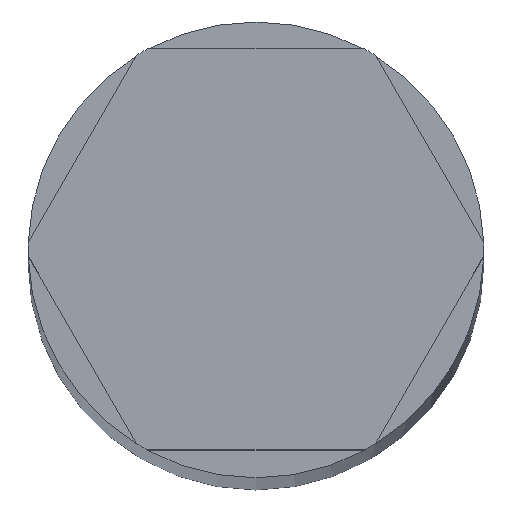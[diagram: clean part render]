
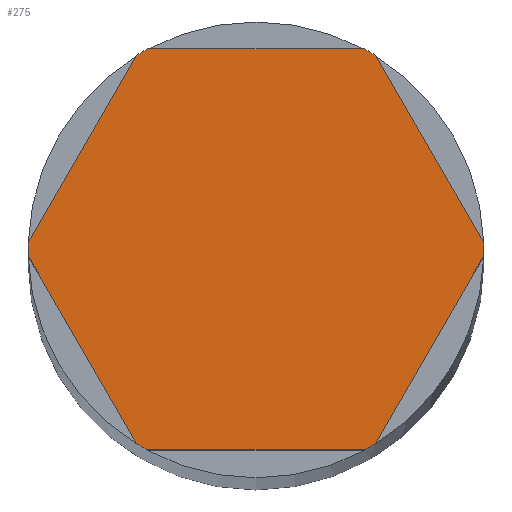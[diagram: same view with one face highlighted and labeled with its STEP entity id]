
A CAD part, top view. The second image highlights one B-rep face of the part: STEP entity #275.
In plain terms, the highlighted planar face has unit normal (0, 0, 1).
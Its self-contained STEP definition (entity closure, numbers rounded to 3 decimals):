
#56=FACE_OUTER_BOUND('',#426,.T.);
#146=LINE('',#1446,#224);
#147=LINE('',#1447,#225);
#148=LINE('',#1448,#226);
#149=LINE('',#1449,#227);
#150=LINE('',#1450,#228);
#151=LINE('',#1451,#229);
#224=VECTOR('',#1190,1.);
#225=VECTOR('',#1191,1.);
#226=VECTOR('',#1192,1.);
#227=VECTOR('',#1193,1.);
#228=VECTOR('',#1194,1.);
#229=VECTOR('',#1195,1.);
#275=ADVANCED_FACE('',(#56),#316,.T.);
#316=PLANE('',#967);
#426=EDGE_LOOP('',(#605,#606,#607,#608,#609,#610,#611,#612,#613,#614,#615,
#616));
#605=ORIENTED_EDGE('',*,*,#825,.F.);
#606=ORIENTED_EDGE('',*,*,#755,.T.);
#607=ORIENTED_EDGE('',*,*,#826,.F.);
#608=ORIENTED_EDGE('',*,*,#751,.T.);
#609=ORIENTED_EDGE('',*,*,#827,.F.);
#610=ORIENTED_EDGE('',*,*,#747,.T.);
#611=ORIENTED_EDGE('',*,*,#828,.F.);
#612=ORIENTED_EDGE('',*,*,#743,.T.);
#613=ORIENTED_EDGE('',*,*,#829,.F.);
#614=ORIENTED_EDGE('',*,*,#739,.T.);
#615=ORIENTED_EDGE('',*,*,#830,.F.);
#616=ORIENTED_EDGE('',*,*,#735,.T.);
#657=VERTEX_POINT('',#1245);
#659=VERTEX_POINT('',#1248);
#662=VERTEX_POINT('',#1254);
#663=VERTEX_POINT('',#1256);
#666=VERTEX_POINT('',#1262);
#667=VERTEX_POINT('',#1264);
#670=VERTEX_POINT('',#1270);
#671=VERTEX_POINT('',#1272);
#674=VERTEX_POINT('',#1278);
#675=VERTEX_POINT('',#1280);
#678=VERTEX_POINT('',#1286);
#679=VERTEX_POINT('',#1288);
#735=EDGE_CURVE('',#659,#657,#841,.T.);
#739=EDGE_CURVE('',#663,#662,#843,.T.);
#743=EDGE_CURVE('',#667,#666,#845,.T.);
#747=EDGE_CURVE('',#671,#670,#847,.T.);
#751=EDGE_CURVE('',#675,#674,#849,.T.);
#755=EDGE_CURVE('',#679,#678,#851,.T.);
#825=EDGE_CURVE('',#679,#657,#146,.T.);
#826=EDGE_CURVE('',#675,#678,#147,.T.);
#827=EDGE_CURVE('',#671,#674,#148,.T.);
#828=EDGE_CURVE('',#667,#670,#149,.T.);
#829=EDGE_CURVE('',#663,#666,#150,.T.);
#830=EDGE_CURVE('',#659,#662,#151,.T.);
#841=CIRCLE('',#904,12.5);
#843=CIRCLE('',#906,12.5);
#845=CIRCLE('',#908,12.5);
#847=CIRCLE('',#910,12.5);
#849=CIRCLE('',#912,12.5);
#851=CIRCLE('',#914,12.5);
#904=AXIS2_PLACEMENT_3D('',#1247,#999,#1000);
#906=AXIS2_PLACEMENT_3D('',#1255,#1005,#1006);
#908=AXIS2_PLACEMENT_3D('',#1263,#1011,#1012);
#910=AXIS2_PLACEMENT_3D('',#1271,#1017,#1018);
#912=AXIS2_PLACEMENT_3D('',#1279,#1023,#1024);
#914=AXIS2_PLACEMENT_3D('',#1287,#1029,#1030);
#967=AXIS2_PLACEMENT_3D('',#1452,#1196,#1197);
#999=DIRECTION('',(0.,0.,1.));
#1000=DIRECTION('',(1.,0.,0.));
#1005=DIRECTION('',(0.,0.,1.));
#1006=DIRECTION('',(1.,0.,0.));
#1011=DIRECTION('',(0.,0.,1.));
#1012=DIRECTION('',(1.,0.,0.));
#1017=DIRECTION('',(0.,0.,1.));
#1018=DIRECTION('',(1.,0.,0.));
#1023=DIRECTION('',(0.,0.,1.));
#1024=DIRECTION('',(1.,0.,0.));
#1029=DIRECTION('',(0.,0.,1.));
#1030=DIRECTION('',(1.,0.,0.));
#1190=DIRECTION('',(0.5,0.866,0.));
#1191=DIRECTION('',(-0.5,0.866,0.));
#1192=DIRECTION('',(-1.,0.,0.));
#1193=DIRECTION('',(-0.5,-0.866,0.));
#1194=DIRECTION('',(0.5,-0.866,0.));
#1195=DIRECTION('',(1.,0.,0.));
#1196=DIRECTION('',(0.,0.,1.));
#1197=DIRECTION('',(1.,0.,0.));
#1245=CARTESIAN_POINT('',(-6.558,10.642,19.));
#1247=CARTESIAN_POINT('',(0.,0.,19.));
#1248=CARTESIAN_POINT('',(-5.937,11.,19.));
#1254=CARTESIAN_POINT('',(5.937,11.,19.));
#1255=CARTESIAN_POINT('',(0.,0.,19.));
#1256=CARTESIAN_POINT('',(6.558,10.642,19.));
#1262=CARTESIAN_POINT('',(12.495,0.358,19.));
#1263=CARTESIAN_POINT('',(0.,0.,19.));
#1264=CARTESIAN_POINT('',(12.495,-0.358,19.));
#1270=CARTESIAN_POINT('',(6.558,-10.642,19.));
#1271=CARTESIAN_POINT('',(0.,0.,19.));
#1272=CARTESIAN_POINT('',(5.937,-11.,19.));
#1278=CARTESIAN_POINT('',(-5.937,-11.,19.));
#1279=CARTESIAN_POINT('',(0.,0.,19.));
#1280=CARTESIAN_POINT('',(-6.558,-10.642,19.));
#1286=CARTESIAN_POINT('',(-12.495,-0.358,19.));
#1287=CARTESIAN_POINT('',(0.,0.,19.));
#1288=CARTESIAN_POINT('',(-12.495,0.358,19.));
#1446=CARTESIAN_POINT('',(-6.351,11.,19.));
#1447=CARTESIAN_POINT('',(-12.702,0.,19.));
#1448=CARTESIAN_POINT('',(-6.351,-11.,19.));
#1449=CARTESIAN_POINT('',(6.351,-11.,19.));
#1450=CARTESIAN_POINT('',(12.702,0.,19.));
#1451=CARTESIAN_POINT('',(6.351,11.,19.));
#1452=CARTESIAN_POINT('',(0.,0.,19.));
